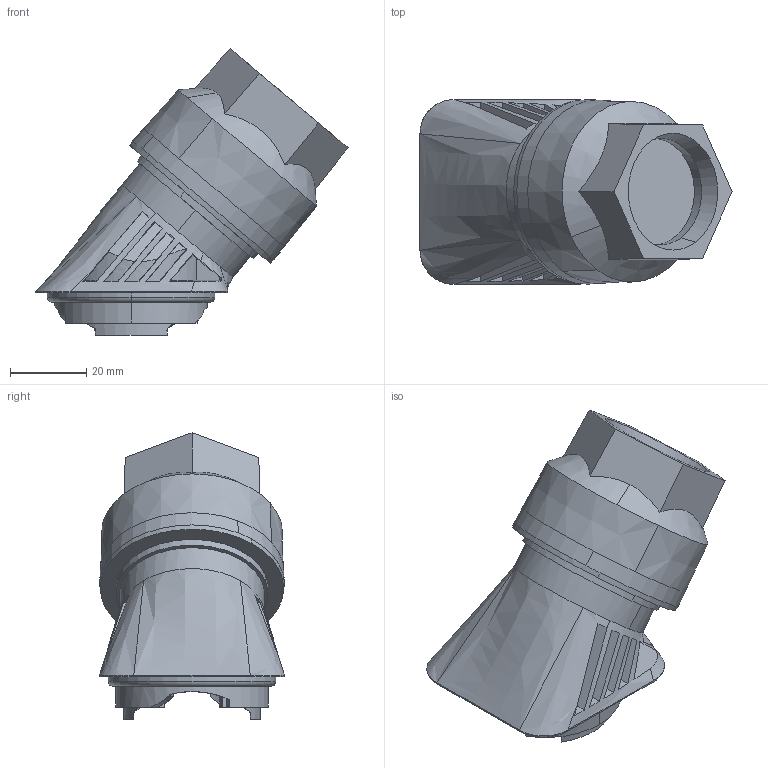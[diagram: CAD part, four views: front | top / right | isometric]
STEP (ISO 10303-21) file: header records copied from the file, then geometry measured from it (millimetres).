
FILE_DESCRIPTION(('SolidDesigner STEP Export'),'2;1');
FILE_NAME('1414643_HC_B_GM0_M40_PLTBK-select.stp','2014-10-31T10:14:41',(''),(''),'Creo Elements/Direct Modeling STEP processor for AP214 (Solid Model)','Creo Elements/Direct Modeling 18.1B 29-Sep-2012 (C) Parametric Technology GmbH','');
FILE_SCHEMA(('AUTOMOTIVE_DESIGN { 1 0 10303 214 1 1 1 1 }'));
Length unit declared in the file: millimetre
Products named in the file (2): 1414643_HC_B_GM0_M40_PLTBK-select
Assembly tree (1 placements, depth 2):
  1414643_HC_B_GM0_M40_PLTBK-select
    1414643_HC_B_GM0_M40_PLTBK-select
Bounding box: 82.02 x 48.6 x 75.32 mm (x, y, z)
Volume: 88096.4 mm3; surface area: 18941.8 mm2
Topology: 1 solids, 1 shells, 139 faces, 375 edges, 249 vertices
Faces by surface type: plane 71, cylinder 36, bspline 16, cone 10, extrusion 4, torus 2
Entity records: 13300 total; most frequent: CARTESIAN_POINT 8932, ORIENTED_EDGE 750, DIRECTION 510, EDGE_CURVE 375, VERTEX_POINT 249, AXIS2_PLACEMENT_3D 186, EDGE_LOOP 150, COLOUR_RGB 140
